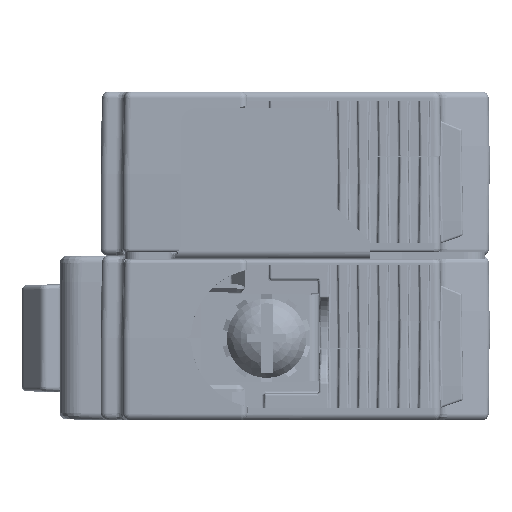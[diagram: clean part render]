
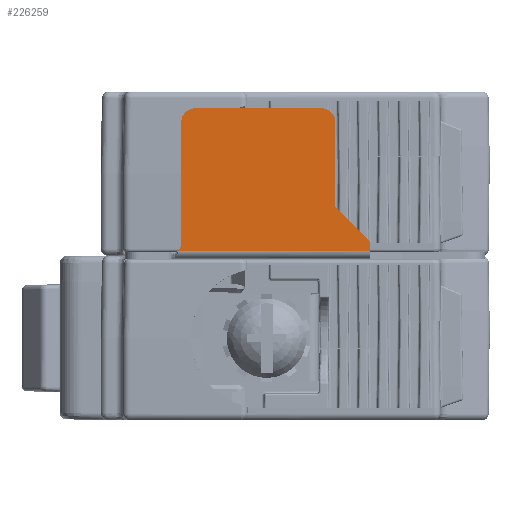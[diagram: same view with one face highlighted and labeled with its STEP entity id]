
A CAD part, left-side view. The second image highlights one B-rep face of the part: STEP entity #226259.
In plain terms, the highlighted planar face has unit normal (-1, 0, 0).
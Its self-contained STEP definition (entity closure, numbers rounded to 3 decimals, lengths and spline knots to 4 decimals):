
#54634=DIRECTION('',(0.,0.,1.));
#54635=VECTOR('',#54634,0.045);
#54636=CARTESIAN_POINT('',(-2.311,-0.963,0.395));
#54637=LINE('',#54636,#54635);
#54646=DIRECTION('',(0.,1.,0.));
#54647=VECTOR('',#54646,0.853);
#54648=CARTESIAN_POINT('',(-2.311,-0.963,0.395));
#54649=LINE('',#54648,#54647);
#54650=DIRECTION('',(0.,1.,0.));
#54651=VECTOR('',#54650,0.0123);
#54652=CARTESIAN_POINT('',(-2.311,-0.11,0.395));
#54653=LINE('',#54652,#54651);
#54654=DIRECTION('',(0.,0.,1.));
#54655=VECTOR('',#54654,0.546);
#54656=CARTESIAN_POINT('',(-2.311,-0.11,0.432));
#54657=LINE('',#54656,#54655);
#54658=CARTESIAN_POINT('',(-2.311,-0.172,0.978));
#54659=DIRECTION('',(-1.,0.,0.));
#54660=DIRECTION('',(0.,0.,1.));
#54661=AXIS2_PLACEMENT_3D('',#54658,#54659,#54660);
#54663=CARTESIAN_POINT('',(-2.311,-0.745,0.978));
#54664=DIRECTION('',(-1.,0.,0.));
#54665=DIRECTION('',(0.,-1.,0.));
#54666=AXIS2_PLACEMENT_3D('',#54663,#54664,#54665);
#54668=DIRECTION('',(0.,0.,-1.));
#54669=VECTOR('',#54668,0.382);
#54670=CARTESIAN_POINT('',(-2.311,-0.807,0.978));
#54671=LINE('',#54670,#54669);
#54672=DIRECTION('',(0.,-0.707,-0.707));
#54673=VECTOR('',#54672,0.2206);
#54674=CARTESIAN_POINT('',(-2.311,-0.807,0.596));
#54675=LINE('',#54674,#54673);
#54717=CARTESIAN_POINT('',(-2.311,-0.048,0.432));
#54718=DIRECTION('',(1.,0.,0.));
#54719=DIRECTION('',(0.,-1.,0.));
#54720=AXIS2_PLACEMENT_3D('',#54717,#54718,#54719);
#54780=DIRECTION('',(0.,1.,0.));
#54781=VECTOR('',#54780,0.573);
#54782=CARTESIAN_POINT('',(-2.311,-0.745,1.04));
#54783=LINE('',#54782,#54781);
#150779=CARTESIAN_POINT('',(-2.311,-0.807,0.596));
#150780=CARTESIAN_POINT('',(-2.311,-0.963,0.44));
#150781=VERTEX_POINT('',#150779);
#150782=VERTEX_POINT('',#150780);
#150799=CARTESIAN_POINT('',(-2.311,-0.807,0.978));
#150800=CARTESIAN_POINT('',(-2.311,-0.745,1.04));
#150801=VERTEX_POINT('',#150799);
#150802=VERTEX_POINT('',#150800);
#150807=CARTESIAN_POINT('',(-2.311,-0.11,0.432));
#150809=VERTEX_POINT('',#150807);
#150815=CARTESIAN_POINT('',(-2.311,-0.172,1.04));
#150816=CARTESIAN_POINT('',(-2.311,-0.11,0.978));
#150817=VERTEX_POINT('',#150815);
#150818=VERTEX_POINT('',#150816);
#150839=CARTESIAN_POINT('',(-2.311,-0.963,0.395));
#150840=VERTEX_POINT('',#150839);
#150843=CARTESIAN_POINT('',(-2.311,-0.0977,0.395));
#150844=VERTEX_POINT('',#150843);
#150847=CARTESIAN_POINT('',(-2.311,-0.11,0.395));
#150848=VERTEX_POINT('',#150847);
#226233=CARTESIAN_POINT('',(-2.311,-0.963,0.395));
#226234=DIRECTION('',(-1.,0.,0.));
#226235=DIRECTION('',(0.,0.,1.));
#226236=AXIS2_PLACEMENT_3D('',#226233,#226234,#226235);
#226237=PLANE('',#226236);
#226239=ORIENTED_EDGE('',*,*,#226238,.T.);
#226241=ORIENTED_EDGE('',*,*,#226240,.T.);
#226243=ORIENTED_EDGE('',*,*,#226242,.F.);
#226245=ORIENTED_EDGE('',*,*,#226244,.T.);
#226247=ORIENTED_EDGE('',*,*,#226246,.F.);
#226249=ORIENTED_EDGE('',*,*,#226248,.F.);
#226251=ORIENTED_EDGE('',*,*,#226250,.F.);
#226253=ORIENTED_EDGE('',*,*,#226252,.T.);
#226255=ORIENTED_EDGE('',*,*,#226254,.T.);
#226256=ORIENTED_EDGE('',*,*,#226224,.F.);
#226257=EDGE_LOOP('',(#226239,#226241,#226243,#226245,#226247,#226249,#226251,
#226253,#226255,#226256));
#226258=FACE_OUTER_BOUND('',#226257,.F.);
#54662=CIRCLE('',#54661,0.062);
#54667=CIRCLE('',#54666,0.062);
#54721=CIRCLE('',#54720,0.062);
#226224=EDGE_CURVE('',#150840,#150782,#54637,.T.);
#226238=EDGE_CURVE('',#150840,#150848,#54649,.T.);
#226240=EDGE_CURVE('',#150848,#150844,#54653,.T.);
#226242=EDGE_CURVE('',#150809,#150844,#54721,.T.);
#226244=EDGE_CURVE('',#150809,#150818,#54657,.T.);
#226246=EDGE_CURVE('',#150817,#150818,#54662,.T.);
#226248=EDGE_CURVE('',#150802,#150817,#54783,.T.);
#226250=EDGE_CURVE('',#150801,#150802,#54667,.T.);
#226252=EDGE_CURVE('',#150801,#150781,#54671,.T.);
#226254=EDGE_CURVE('',#150781,#150782,#54675,.T.);
#226259=ADVANCED_FACE('',(#226258),#226237,.T.);
